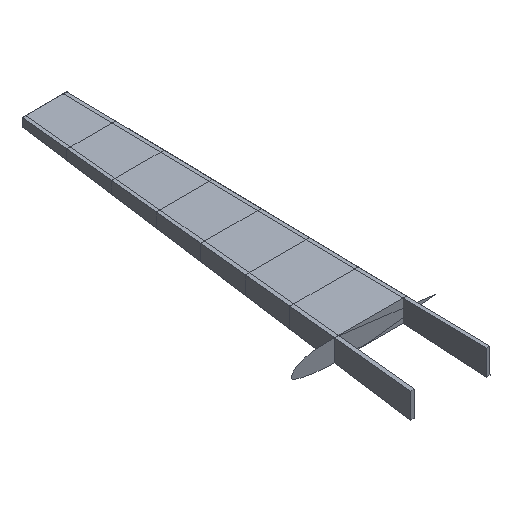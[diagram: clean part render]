
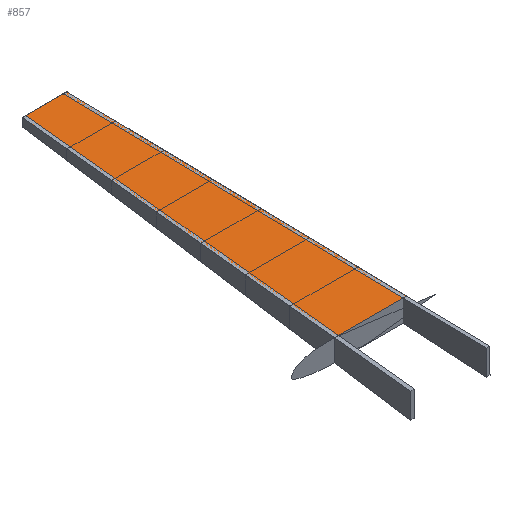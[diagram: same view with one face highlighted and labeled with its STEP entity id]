
A CAD part, isometric view. The second image highlights one B-rep face of the part: STEP entity #857.
In plain terms, the highlighted planar face has unit normal (0, 0.021, 1).
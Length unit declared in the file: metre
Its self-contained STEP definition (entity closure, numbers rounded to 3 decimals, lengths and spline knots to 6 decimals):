
#299=LINE('',#1857,#404);
#300=LINE('',#1860,#405);
#301=LINE('',#1862,#406);
#302=LINE('',#1864,#407);
#404=VECTOR('',#1546,1.);
#405=VECTOR('',#1547,1.);
#406=VECTOR('',#1548,1.);
#407=VECTOR('',#1549,1.);
#594=ORIENTED_EDGE('',*,*,#672,.T.);
#595=ORIENTED_EDGE('',*,*,#673,.T.);
#596=ORIENTED_EDGE('',*,*,#674,.T.);
#597=ORIENTED_EDGE('',*,*,#675,.T.);
#672=EDGE_CURVE('',#742,#743,#299,.T.);
#673=EDGE_CURVE('',#743,#744,#300,.T.);
#674=EDGE_CURVE('',#744,#745,#301,.T.);
#675=EDGE_CURVE('',#745,#742,#302,.T.);
#742=VERTEX_POINT('',#1858);
#743=VERTEX_POINT('',#1859);
#744=VERTEX_POINT('',#1861);
#745=VERTEX_POINT('',#1863);
#779=EDGE_LOOP('',(#594,#595,#596,#597));
#805=FACE_BOUND('',#779,.T.);
#831=PLANE('',#1314);
#857=ADVANCED_FACE('',(#805),#831,.T.);
#1314=AXIS2_PLACEMENT_3D('',#1856,#1544,#1545);
#1544=DIRECTION('',(0.,0.021,1.));
#1545=DIRECTION('',(1.,0.,0.));
#1546=DIRECTION('',(1.,0.,0.));
#1547=DIRECTION('',(0.041,0.999,-0.021));
#1548=DIRECTION('',(-1.,0.,0.));
#1549=DIRECTION('',(-0.118,-0.993,0.021));
#1856=CARTESIAN_POINT('',(0.69,0.,0.207091));
#1857=CARTESIAN_POINT('',(1.265,0.,0.207091));
#1858=CARTESIAN_POINT('',(0.69,0.,0.207091));
#1859=CARTESIAN_POINT('',(1.84,0.,0.207091));
#1860=CARTESIAN_POINT('',(1.956031,2.8215,0.146864));
#1861=CARTESIAN_POINT('',(2.072063,5.643,0.086636));
#1862=CARTESIAN_POINT('',(1.715388,5.643,0.086636));
#1863=CARTESIAN_POINT('',(1.358713,5.643,0.086636));
#1864=CARTESIAN_POINT('',(1.024356,2.8215,0.146864));
